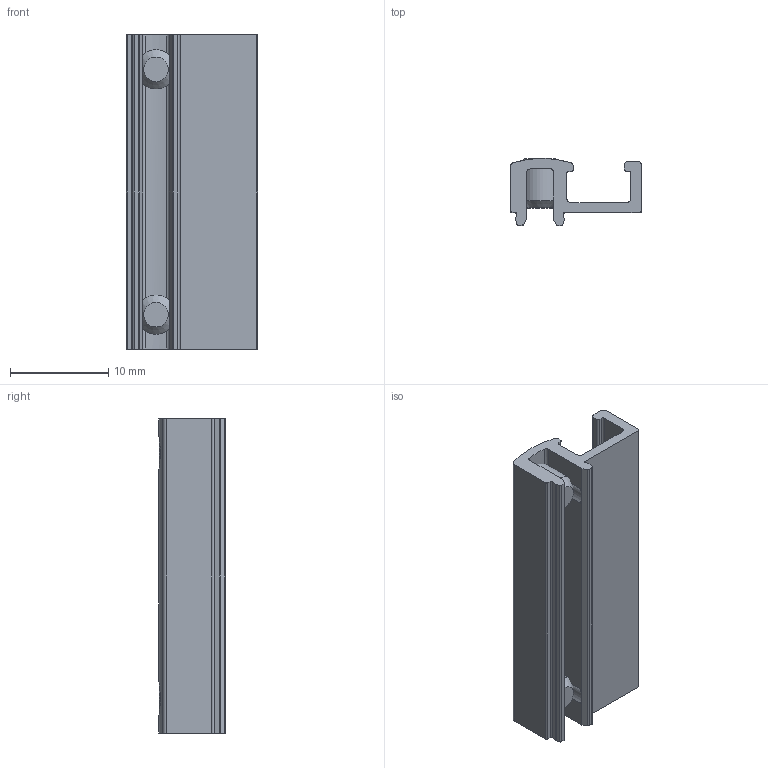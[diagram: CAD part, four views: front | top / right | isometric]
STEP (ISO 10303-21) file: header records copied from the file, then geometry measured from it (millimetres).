
FILE_DESCRIPTION(/* description */ ('STEP AP214'),/* implementation_level */ '2;1');
FILE_NAME(/* name */ '4759852_EAPM-L2-SH',/* time_stamp */ '2024-08-22T14:59:19+02:00',/* author */ ('License CC BY-ND 4.0'),/* organization */ ('CADENAS'),/* preprocessor_version */ 'ST-DEVELOPER v19.3',/* originating_system */ 'PARTsolutions',/* authorisation */ ' ');
FILE_SCHEMA (('AUTOMOTIVE_DESIGN {1 0 10303 214 3 1 1}'));
Length unit declared in the file: millimetre
Products named in the file (3): 4759852 EAPM-L2-SH; 4675878 EAPM-L2-SH---(0p); ISO-4026 M4x5
Assembly tree (3 placements, depth 2):
  4759852 EAPM-L2-SH
    4675878 EAPM-L2-SH---(0p)
    ISO-4026 M4x5  x2
Bounding box: 13.35 x 6.8 x 32 mm (x, y, z)
Volume: 1184.6 mm3; surface area: 2151.3 mm2
Topology: 3 solids, 3 shells, 116 faces, 294 edges, 182 vertices
Faces by surface type: plane 56, cylinder 36, cone 24
Full cylindrical faces by diameter (mm): 3.242 x2, 4 x2
Entity records: 2947 total; most frequent: CARTESIAN_POINT 609, ORIENTED_EDGE 472, DIRECTION 470, EDGE_CURVE 236, AXIS2_PLACEMENT_3D 170, VERTEX_POINT 155, LINE 130, VECTOR 130
